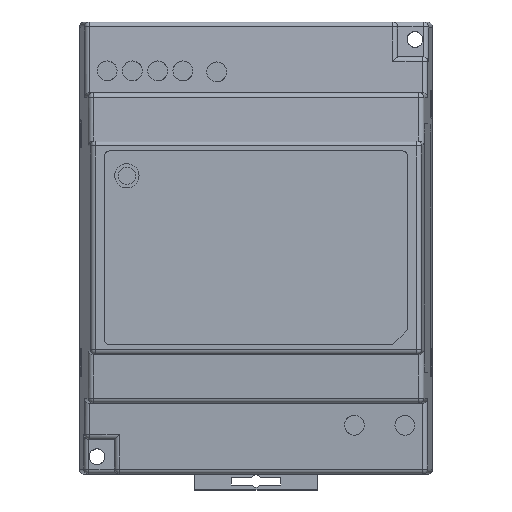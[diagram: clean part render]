
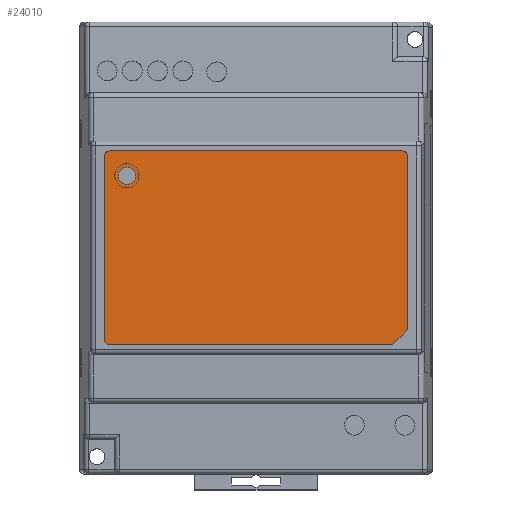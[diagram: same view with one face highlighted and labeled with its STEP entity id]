
A CAD part, top view. The second image highlights one B-rep face of the part: STEP entity #24010.
In plain terms, the highlighted planar face has unit normal (0, 0, 1).
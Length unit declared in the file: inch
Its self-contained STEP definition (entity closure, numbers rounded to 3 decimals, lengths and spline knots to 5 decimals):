
#1344 = ORIENTED_EDGE ( 'NONE', *, *, #31109, .T. ) ;
#1717 = VERTEX_POINT ( 'NONE', #30275 ) ;
#1744 = ORIENTED_EDGE ( 'NONE', *, *, #16430, .T. ) ;
#1958 = CARTESIAN_POINT ( 'NONE',  ( 1.20079, -0.64961, 2.1811 ) ) ;
#1984 = CARTESIAN_POINT ( 'NONE',  ( -1.39764, 0., 2.1811 ) ) ;
#2217 = VERTEX_POINT ( 'NONE', #21654 ) ;
#2751 = CARTESIAN_POINT ( 'NONE',  ( 1.20079, 0.72835, 2.1811 ) ) ;
#3173 = LINE ( 'NONE', #27855, #14215 ) ;
#3742 = CARTESIAN_POINT ( 'NONE',  ( -1.16142, 0.72835, 2.1811 ) ) ;
#3887 = CARTESIAN_POINT ( 'NONE',  ( -0.95472, 0.57087, 2.1811 ) ) ;
#3888 = CARTESIAN_POINT ( 'NONE',  ( -1.16142, -0.72835, 2.1811 ) ) ;
#4111 = DIRECTION ( 'NONE',  ( 0., 0., 1. ) ) ;
#4287 = CARTESIAN_POINT ( 'NONE',  ( -1.16142, 0.76772, 2.1811 ) ) ;
#4765 = ORIENTED_EDGE ( 'NONE', *, *, #20820, .T. ) ;
#5216 = VECTOR ( 'NONE', #7955, 39.37008 ) ;
#5434 = CARTESIAN_POINT ( 'NONE',  ( -1.16142, -0.76772, 2.1811 ) ) ;
#6115 = VERTEX_POINT ( 'NONE', #10495 ) ;
#6497 = EDGE_LOOP ( 'NONE', ( #1344 ) ) ;
#6522 = EDGE_CURVE ( 'NONE', #1717, #13711, #3173, .T. ) ;
#6533 = DIRECTION ( 'NONE',  ( 0.707, 0.707, 0. ) ) ;
#6637 = CARTESIAN_POINT ( 'NONE',  ( 1.08268, -0.76772, 2.1811 ) ) ;
#7586 = LINE ( 'NONE', #5434, #5216 ) ;
#7955 = DIRECTION ( 'NONE',  ( 1., 0., 0. ) ) ;
#9004 = DIRECTION ( 'NONE',  ( 1., 0., 0. ) ) ;
#9279 = CARTESIAN_POINT ( 'NONE',  ( -1.20079, -0.72835, 2.1811 ) ) ;
#9503 = EDGE_LOOP ( 'NONE', ( #10908, #19051, #18563, #23613, #25781, #1744, #21091, #4765 ) ) ;
#9645 = VERTEX_POINT ( 'NONE', #2751 ) ;
#9666 = CIRCLE ( 'NONE', #14544, 0.03937 ) ;
#10495 = CARTESIAN_POINT ( 'NONE',  ( 1.08268, -0.76772, 2.1811 ) ) ;
#10908 = ORIENTED_EDGE ( 'NONE', *, *, #16828, .T. ) ;
#11111 = LINE ( 'NONE', #25624, #11499 ) ;
#11174 = VERTEX_POINT ( 'NONE', #9279 ) ;
#11499 = VECTOR ( 'NONE', #23207, 39.37008 ) ;
#11689 = DIRECTION ( 'NONE',  ( 0., 0., 1. ) ) ;
#12128 = CARTESIAN_POINT ( 'NONE',  ( -1.16142, -0.76772, 2.1811 ) ) ;
#12144 = DIRECTION ( 'NONE',  ( 0., -1., 0. ) ) ;
#12507 = VECTOR ( 'NONE', #6533, 39.37008 ) ;
#12572 = DIRECTION ( 'NONE',  ( -1., 0., 0. ) ) ;
#12648 = AXIS2_PLACEMENT_3D ( 'NONE', #3888, #11689, #9004 ) ;
#12731 = VECTOR ( 'NONE', #12144, 39.37008 ) ;
#12822 = DIRECTION ( 'NONE',  ( 0., 0., 1. ) ) ;
#13684 = CARTESIAN_POINT ( 'NONE',  ( -1.02362, 0.57087, 2.1811 ) ) ;
#13711 = VERTEX_POINT ( 'NONE', #4287 ) ;
#14215 = VECTOR ( 'NONE', #12572, 39.37008 ) ;
#14345 = EDGE_CURVE ( 'NONE', #29106, #6115, #7586, .T. ) ;
#14544 = AXIS2_PLACEMENT_3D ( 'NONE', #3742, #30950, #21239 ) ;
#14702 = VERTEX_POINT ( 'NONE', #3887 ) ;
#15709 = FACE_OUTER_BOUND ( 'NONE', #9503, .T. ) ;
#16220 = DIRECTION ( 'NONE',  ( 0., 0., -1. ) ) ;
#16430 = EDGE_CURVE ( 'NONE', #11174, #29106, #27167, .T. ) ;
#16557 = DIRECTION ( 'NONE',  ( 1., 0., 0. ) ) ;
#16828 = EDGE_CURVE ( 'NONE', #26211, #9645, #11111, .T. ) ;
#16876 = PLANE ( 'NONE',  #21693 ) ;
#17132 = CARTESIAN_POINT ( 'NONE',  ( -1.20079, 0.72835, 2.1811 ) ) ;
#17590 = DIRECTION ( 'NONE',  ( 1., 0., 0. ) ) ;
#18563 = ORIENTED_EDGE ( 'NONE', *, *, #6522, .T. ) ;
#19051 = ORIENTED_EDGE ( 'NONE', *, *, #23003, .T. ) ;
#19634 = LINE ( 'NONE', #6637, #12507 ) ;
#20820 = EDGE_CURVE ( 'NONE', #6115, #26211, #19634, .T. ) ;
#21091 = ORIENTED_EDGE ( 'NONE', *, *, #14345, .T. ) ;
#21239 = DIRECTION ( 'NONE',  ( 1., 0., 0. ) ) ;
#21652 = AXIS2_PLACEMENT_3D ( 'NONE', #13684, #16220, #16557 ) ;
#21654 = CARTESIAN_POINT ( 'NONE',  ( -1.20079, 0.72835, 2.1811 ) ) ;
#21693 = AXIS2_PLACEMENT_3D ( 'NONE', #1984, #4111, #31869 ) ;
#23003 = EDGE_CURVE ( 'NONE', #9645, #1717, #31340, .T. ) ;
#23207 = DIRECTION ( 'NONE',  ( 0., 1., 0. ) ) ;
#23613 = ORIENTED_EDGE ( 'NONE', *, *, #25319, .T. ) ;
#24010 = ADVANCED_FACE ( 'NONE', ( #15709, #26710 ), #16876, .T. ) ;
#25319 = EDGE_CURVE ( 'NONE', #13711, #2217, #9666, .T. ) ;
#25624 = CARTESIAN_POINT ( 'NONE',  ( 1.20079, -0.64961, 2.1811 ) ) ;
#25781 = ORIENTED_EDGE ( 'NONE', *, *, #32511, .T. ) ;
#26211 = VERTEX_POINT ( 'NONE', #1958 ) ;
#26710 = FACE_BOUND ( 'NONE', #6497, .T. ) ;
#26921 = AXIS2_PLACEMENT_3D ( 'NONE', #32680, #12822, #17590 ) ;
#27167 = CIRCLE ( 'NONE', #12648, 0.03937 ) ;
#27855 = CARTESIAN_POINT ( 'NONE',  ( 1.16142, 0.76772, 2.1811 ) ) ;
#29106 = VERTEX_POINT ( 'NONE', #12128 ) ;
#30275 = CARTESIAN_POINT ( 'NONE',  ( 1.16142, 0.76772, 2.1811 ) ) ;
#30950 = DIRECTION ( 'NONE',  ( 0., 0., 1. ) ) ;
#31109 = EDGE_CURVE ( 'NONE', #14702, #14702, #31773, .T. ) ;
#31285 = LINE ( 'NONE', #17132, #12731 ) ;
#31340 = CIRCLE ( 'NONE', #26921, 0.03937 ) ;
#31773 = CIRCLE ( 'NONE', #21652, 0.0689 ) ;
#31869 = DIRECTION ( 'NONE',  ( 1., 0., 0. ) ) ;
#32511 = EDGE_CURVE ( 'NONE', #2217, #11174, #31285, .T. ) ;
#32680 = CARTESIAN_POINT ( 'NONE',  ( 1.16142, 0.72835, 2.1811 ) ) ;
